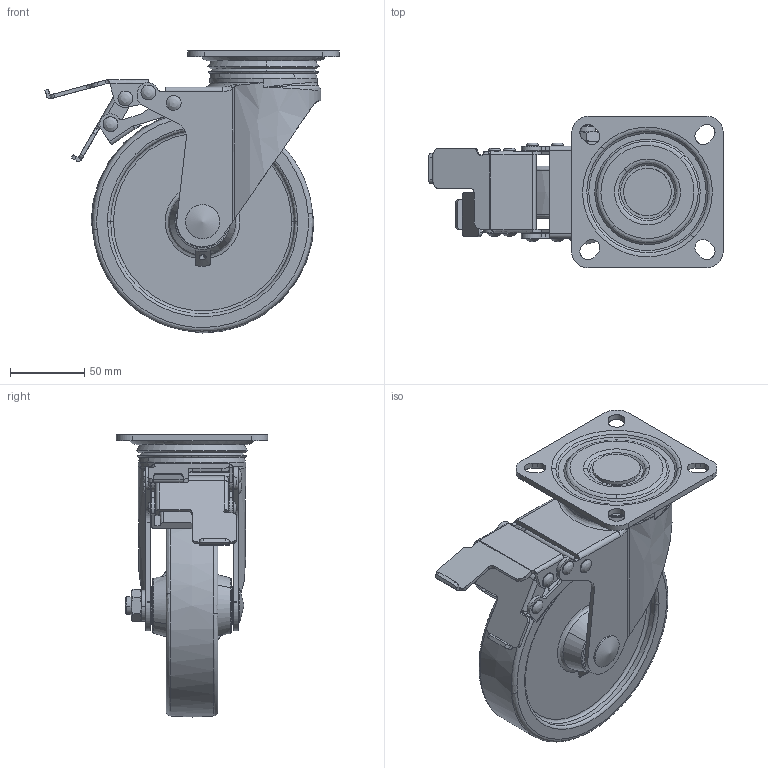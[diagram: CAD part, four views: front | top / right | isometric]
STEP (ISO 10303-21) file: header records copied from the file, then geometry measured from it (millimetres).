
FILE_DESCRIPTION((''),'2;1');
FILE_NAME('','2008-05-03T14:26:57',(''),(''),'','CADfix','');
FILE_SCHEMA(('AUTOMOTIVE_DESIGN { 1 0 10303 214 1 1 1 1 }'));
Length unit declared in the file: millimetre
Bounding box: 198.27 x 102 x 190 mm (x, y, z)
Volume: 649559.4 mm3; surface area: 163998.7 mm2
Topology: 5 solids, 43 shells, 458 faces, 1586 edges, 1163 vertices
Faces by surface type: bspline 458
Entity records: 24764 total; most frequent: CARTESIAN_POINT 16208, ORIENTED_EDGE 2804, EDGE_CURVE 1570, VERTEX_POINT 1163, EDGE_LOOP 533, QUASI_UNIFORM_CURVE 513, FACE_OUTER_BOUND 458, ADVANCED_FACE 458
